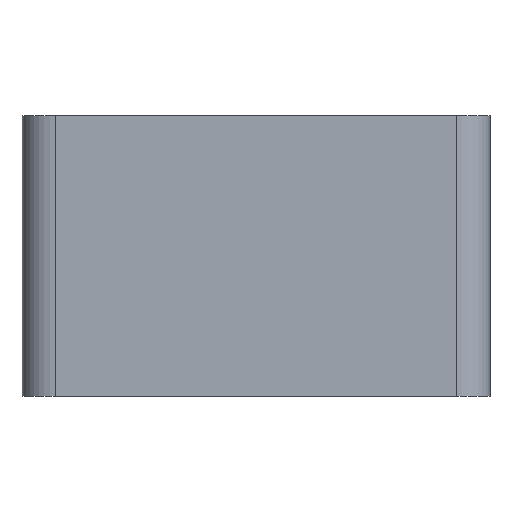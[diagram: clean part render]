
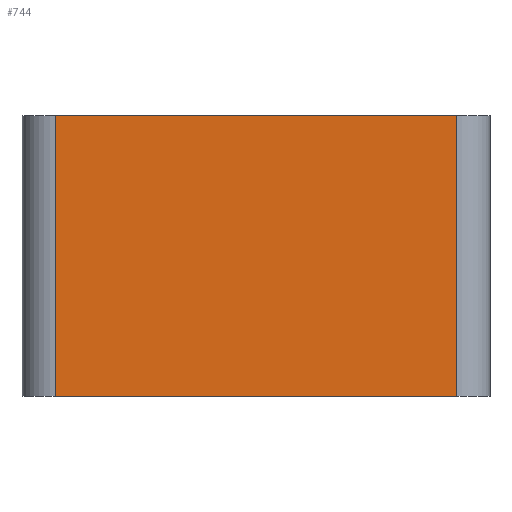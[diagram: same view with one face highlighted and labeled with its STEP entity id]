
A CAD part, left-side view. The second image highlights one B-rep face of the part: STEP entity #744.
In plain terms, the highlighted planar face has unit normal (-1, 0, 0).
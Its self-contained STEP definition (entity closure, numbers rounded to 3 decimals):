
#70=FACE_OUTER_BOUND('',#122,.T.);
#122=EDGE_LOOP('',(#561,#562,#563,#564));
#175=LINE('',#1140,#233);
#199=LINE('',#1218,#257);
#200=LINE('',#1222,#258);
#201=LINE('',#1223,#259);
#233=VECTOR('',#896,10.);
#257=VECTOR('',#970,10.);
#258=VECTOR('',#975,10.);
#259=VECTOR('',#976,10.);
#338=VERTEX_POINT('',#1137);
#339=VERTEX_POINT('',#1139);
#368=VERTEX_POINT('',#1217);
#369=VERTEX_POINT('',#1221);
#406=EDGE_CURVE('',#338,#339,#175,.T.);
#444=EDGE_CURVE('',#339,#368,#199,.T.);
#446=EDGE_CURVE('',#369,#338,#200,.T.);
#447=EDGE_CURVE('',#368,#369,#201,.T.);
#561=ORIENTED_EDGE('',*,*,#444,.F.);
#562=ORIENTED_EDGE('',*,*,#406,.F.);
#563=ORIENTED_EDGE('',*,*,#446,.F.);
#564=ORIENTED_EDGE('',*,*,#447,.F.);
#715=PLANE('',#823);
#744=ADVANCED_FACE('',(#70),#715,.T.);
#823=AXIS2_PLACEMENT_3D('',#1220,#973,#974);
#896=DIRECTION('',(0.,-1.,0.));
#970=DIRECTION('',(0.,0.,-1.));
#973=DIRECTION('center_axis',(-1.,0.,0.));
#974=DIRECTION('ref_axis',(0.,-1.,0.));
#975=DIRECTION('',(0.,0.,1.));
#976=DIRECTION('',(0.,1.,0.));
#1137=CARTESIAN_POINT('',(-60.,30.,42.));
#1139=CARTESIAN_POINT('',(-60.,-30.,42.));
#1140=CARTESIAN_POINT('',(-60.,-35.,42.));
#1217=CARTESIAN_POINT('',(-60.,-30.,0.));
#1218=CARTESIAN_POINT('',(-60.,-30.,0.));
#1220=CARTESIAN_POINT('Origin',(-60.,35.,0.));
#1221=CARTESIAN_POINT('',(-60.,30.,0.));
#1222=CARTESIAN_POINT('',(-60.,30.,0.));
#1223=CARTESIAN_POINT('',(-60.,-35.,0.));
